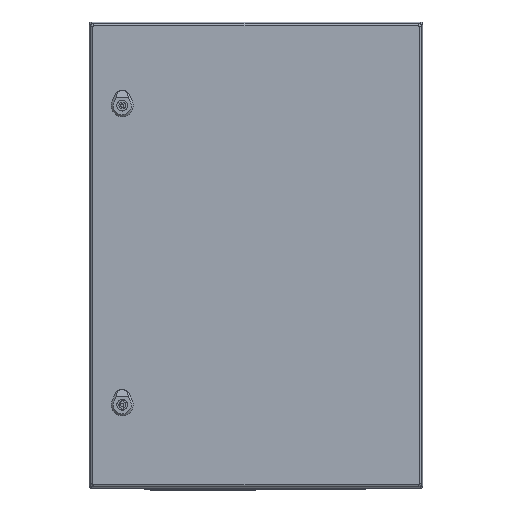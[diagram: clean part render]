
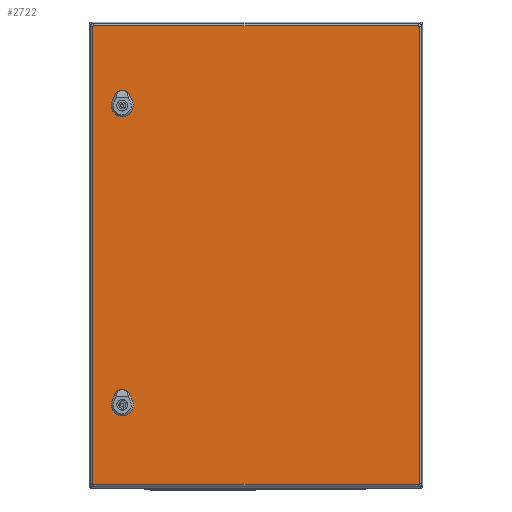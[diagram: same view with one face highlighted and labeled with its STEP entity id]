
A CAD part, top view. The second image highlights one B-rep face of the part: STEP entity #2722.
In plain terms, the highlighted face is planar.
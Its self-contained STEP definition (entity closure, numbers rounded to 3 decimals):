
#1607=FACE_BOUND('',#4131,.T.);
#1608=FACE_BOUND('',#4132,.T.);
#1609=FACE_BOUND('',#4133,.T.);
#2255=CIRCLE('',#11297,1.);
#2256=CIRCLE('',#11298,1.);
#2257=CIRCLE('',#11299,1.);
#2258=CIRCLE('',#11300,1.);
#2259=CIRCLE('',#11301,11.25);
#2260=CIRCLE('',#11302,11.25);
#2261=CIRCLE('',#11303,11.25);
#2262=CIRCLE('',#11304,11.25);
#2263=CIRCLE('',#11305,11.25);
#2264=CIRCLE('',#11306,11.25);
#2265=CIRCLE('',#11307,11.25);
#2266=CIRCLE('',#11308,11.25);
#2722=ADVANCED_FACE('',(#1607,#1608,#1609),#3057,.F.);
#3057=PLANE('',#11309);
#4131=EDGE_LOOP('',(#5893,#5894,#5895,#5896,#5897,#5898,#5899,#5900));
#4132=EDGE_LOOP('',(#5901,#5902,#5903,#5904,#5905,#5906,#5907,#5908));
#4133=EDGE_LOOP('',(#5909,#5910,#5911,#5912,#5913,#5914,#5915,#5916));
#5893=ORIENTED_EDGE('',*,*,#8695,.F.);
#5894=ORIENTED_EDGE('',*,*,#8696,.F.);
#5895=ORIENTED_EDGE('',*,*,#8697,.F.);
#5896=ORIENTED_EDGE('',*,*,#8698,.F.);
#5897=ORIENTED_EDGE('',*,*,#8699,.F.);
#5898=ORIENTED_EDGE('',*,*,#8700,.F.);
#5899=ORIENTED_EDGE('',*,*,#8701,.F.);
#5900=ORIENTED_EDGE('',*,*,#8702,.F.);
#5901=ORIENTED_EDGE('',*,*,#8703,.T.);
#5902=ORIENTED_EDGE('',*,*,#8704,.T.);
#5903=ORIENTED_EDGE('',*,*,#8705,.T.);
#5904=ORIENTED_EDGE('',*,*,#8706,.T.);
#5905=ORIENTED_EDGE('',*,*,#8707,.T.);
#5906=ORIENTED_EDGE('',*,*,#8708,.T.);
#5907=ORIENTED_EDGE('',*,*,#8709,.T.);
#5908=ORIENTED_EDGE('',*,*,#8710,.T.);
#5909=ORIENTED_EDGE('',*,*,#8711,.F.);
#5910=ORIENTED_EDGE('',*,*,#8712,.F.);
#5911=ORIENTED_EDGE('',*,*,#8713,.F.);
#5912=ORIENTED_EDGE('',*,*,#8714,.F.);
#5913=ORIENTED_EDGE('',*,*,#8715,.F.);
#5914=ORIENTED_EDGE('',*,*,#8716,.F.);
#5915=ORIENTED_EDGE('',*,*,#8717,.F.);
#5916=ORIENTED_EDGE('',*,*,#8718,.F.);
#7597=VERTEX_POINT('',#16645);
#7598=VERTEX_POINT('',#16646);
#7599=VERTEX_POINT('',#16648);
#7600=VERTEX_POINT('',#16650);
#7601=VERTEX_POINT('',#16652);
#7602=VERTEX_POINT('',#16654);
#7603=VERTEX_POINT('',#16656);
#7604=VERTEX_POINT('',#16658);
#7605=VERTEX_POINT('',#16661);
#7606=VERTEX_POINT('',#16662);
#7607=VERTEX_POINT('',#16664);
#7608=VERTEX_POINT('',#16666);
#7609=VERTEX_POINT('',#16668);
#7610=VERTEX_POINT('',#16670);
#7611=VERTEX_POINT('',#16672);
#7612=VERTEX_POINT('',#16674);
#7613=VERTEX_POINT('',#16677);
#7614=VERTEX_POINT('',#16678);
#7615=VERTEX_POINT('',#16680);
#7616=VERTEX_POINT('',#16682);
#7617=VERTEX_POINT('',#16684);
#7618=VERTEX_POINT('',#16686);
#7619=VERTEX_POINT('',#16688);
#7620=VERTEX_POINT('',#16690);
#8695=EDGE_CURVE('',#7597,#7598,#2255,.T.);
#8696=EDGE_CURVE('',#7599,#7597,#9595,.T.);
#8697=EDGE_CURVE('',#7600,#7599,#2256,.T.);
#8698=EDGE_CURVE('',#7601,#7600,#9596,.T.);
#8699=EDGE_CURVE('',#7602,#7601,#2257,.T.);
#8700=EDGE_CURVE('',#7603,#7602,#9597,.T.);
#8701=EDGE_CURVE('',#7604,#7603,#2258,.T.);
#8702=EDGE_CURVE('',#7598,#7604,#9598,.T.);
#8703=EDGE_CURVE('',#7605,#7606,#9599,.T.);
#8704=EDGE_CURVE('',#7606,#7607,#2259,.T.);
#8705=EDGE_CURVE('',#7607,#7608,#9600,.T.);
#8706=EDGE_CURVE('',#7608,#7609,#2260,.T.);
#8707=EDGE_CURVE('',#7609,#7610,#9601,.T.);
#8708=EDGE_CURVE('',#7610,#7611,#2261,.T.);
#8709=EDGE_CURVE('',#7611,#7612,#9602,.T.);
#8710=EDGE_CURVE('',#7612,#7605,#2262,.T.);
#8711=EDGE_CURVE('',#7613,#7614,#2263,.T.);
#8712=EDGE_CURVE('',#7615,#7613,#9603,.T.);
#8713=EDGE_CURVE('',#7616,#7615,#2264,.T.);
#8714=EDGE_CURVE('',#7617,#7616,#9604,.T.);
#8715=EDGE_CURVE('',#7618,#7617,#2265,.T.);
#8716=EDGE_CURVE('',#7619,#7618,#9605,.T.);
#8717=EDGE_CURVE('',#7620,#7619,#2266,.T.);
#8718=EDGE_CURVE('',#7614,#7620,#9606,.T.);
#9595=LINE('',#16647,#10323);
#9596=LINE('',#16651,#10324);
#9597=LINE('',#16655,#10325);
#9598=LINE('',#16659,#10326);
#9599=LINE('',#16660,#10327);
#9600=LINE('',#16665,#10328);
#9601=LINE('',#16669,#10329);
#9602=LINE('',#16673,#10330);
#9603=LINE('',#16679,#10331);
#9604=LINE('',#16683,#10332);
#9605=LINE('',#16687,#10333);
#9606=LINE('',#16691,#10334);
#10323=VECTOR('',#13476,1.);
#10324=VECTOR('',#13479,1.);
#10325=VECTOR('',#13482,1.);
#10326=VECTOR('',#13485,1.);
#10327=VECTOR('',#13486,1.);
#10328=VECTOR('',#13489,1.);
#10329=VECTOR('',#13492,1.);
#10330=VECTOR('',#13495,1.);
#10331=VECTOR('',#13500,1.);
#10332=VECTOR('',#13503,1.);
#10333=VECTOR('',#13506,1.);
#10334=VECTOR('',#13509,1.);
#11297=AXIS2_PLACEMENT_3D('',#16644,#13474,#13475);
#11298=AXIS2_PLACEMENT_3D('',#16649,#13477,#13478);
#11299=AXIS2_PLACEMENT_3D('',#16653,#13480,#13481);
#11300=AXIS2_PLACEMENT_3D('',#16657,#13483,#13484);
#11301=AXIS2_PLACEMENT_3D('',#16663,#13487,#13488);
#11302=AXIS2_PLACEMENT_3D('',#16667,#13490,#13491);
#11303=AXIS2_PLACEMENT_3D('',#16671,#13493,#13494);
#11304=AXIS2_PLACEMENT_3D('',#16675,#13496,#13497);
#11305=AXIS2_PLACEMENT_3D('',#16676,#13498,#13499);
#11306=AXIS2_PLACEMENT_3D('',#16681,#13501,#13502);
#11307=AXIS2_PLACEMENT_3D('',#16685,#13504,#13505);
#11308=AXIS2_PLACEMENT_3D('',#16689,#13507,#13508);
#11309=AXIS2_PLACEMENT_3D('',#16692,#13510,#13511);
#13474=DIRECTION('',(0.,0.,1.));
#13475=DIRECTION('',(1.,0.,0.));
#13476=DIRECTION('',(0.,-1.,0.));
#13477=DIRECTION('',(0.,0.,1.));
#13478=DIRECTION('',(1.,0.,0.));
#13479=DIRECTION('',(-1.,0.,0.));
#13480=DIRECTION('',(0.,0.,1.));
#13481=DIRECTION('',(1.,0.,0.));
#13482=DIRECTION('',(0.,1.,0.));
#13483=DIRECTION('',(0.,0.,1.));
#13484=DIRECTION('',(1.,0.,0.));
#13485=DIRECTION('',(1.,0.,0.));
#13486=DIRECTION('',(-1.,0.,0.));
#13487=DIRECTION('',(0.,0.,1.));
#13488=DIRECTION('',(1.,0.,0.));
#13489=DIRECTION('',(0.,-1.,0.));
#13490=DIRECTION('',(0.,0.,1.));
#13491=DIRECTION('',(1.,0.,0.));
#13492=DIRECTION('',(1.,0.,0.));
#13493=DIRECTION('',(0.,0.,1.));
#13494=DIRECTION('',(1.,0.,0.));
#13495=DIRECTION('',(0.,1.,0.));
#13496=DIRECTION('',(0.,0.,1.));
#13497=DIRECTION('',(1.,0.,0.));
#13498=DIRECTION('',(0.,0.,-1.));
#13499=DIRECTION('',(1.,0.,0.));
#13500=DIRECTION('',(-1.,0.,0.));
#13501=DIRECTION('',(0.,0.,-1.));
#13502=DIRECTION('',(1.,0.,0.));
#13503=DIRECTION('',(0.,-1.,0.));
#13504=DIRECTION('',(0.,0.,-1.));
#13505=DIRECTION('',(1.,0.,0.));
#13506=DIRECTION('',(1.,0.,0.));
#13507=DIRECTION('',(0.,0.,-1.));
#13508=DIRECTION('',(1.,0.,0.));
#13509=DIRECTION('',(0.,1.,0.));
#13510=DIRECTION('',(0.,0.,1.));
#13511=DIRECTION('',(1.,0.,0.));
#16644=CARTESIAN_POINT('',(-243.75,-343.,0.));
#16645=CARTESIAN_POINT('',(-244.75,-343.,0.));
#16646=CARTESIAN_POINT('',(-243.75,-344.,0.));
#16647=CARTESIAN_POINT('',(-244.75,343.,0.));
#16648=CARTESIAN_POINT('',(-244.75,343.,0.));
#16649=CARTESIAN_POINT('',(-243.75,343.,0.));
#16650=CARTESIAN_POINT('',(-243.75,344.,0.));
#16651=CARTESIAN_POINT('',(243.75,344.,0.));
#16652=CARTESIAN_POINT('',(243.75,344.,0.));
#16653=CARTESIAN_POINT('',(243.75,343.,0.));
#16654=CARTESIAN_POINT('',(244.75,343.,0.));
#16655=CARTESIAN_POINT('',(244.75,-343.,0.));
#16656=CARTESIAN_POINT('',(244.75,-343.,0.));
#16657=CARTESIAN_POINT('',(243.75,-343.,0.));
#16658=CARTESIAN_POINT('',(243.75,-344.,0.));
#16659=CARTESIAN_POINT('',(-243.75,-344.,0.));
#16660=CARTESIAN_POINT('',(-243.75,234.7,0.));
#16661=CARTESIAN_POINT('',(205.496,234.7,0.));
#16662=CARTESIAN_POINT('',(196.004,234.7,0.));
#16663=CARTESIAN_POINT('',(200.75,224.5,0.));
#16664=CARTESIAN_POINT('',(190.55,229.246,0.));
#16665=CARTESIAN_POINT('',(190.55,343.,0.));
#16666=CARTESIAN_POINT('',(190.55,219.754,0.));
#16667=CARTESIAN_POINT('',(200.75,224.5,0.));
#16668=CARTESIAN_POINT('',(196.004,214.3,0.));
#16669=CARTESIAN_POINT('',(-243.75,214.3,0.));
#16670=CARTESIAN_POINT('',(205.496,214.3,0.));
#16671=CARTESIAN_POINT('',(200.75,224.5,0.));
#16672=CARTESIAN_POINT('',(210.95,219.754,0.));
#16673=CARTESIAN_POINT('',(210.95,343.,0.));
#16674=CARTESIAN_POINT('',(210.95,229.246,0.));
#16675=CARTESIAN_POINT('',(200.75,224.5,0.));
#16676=CARTESIAN_POINT('',(200.75,-224.5,0.));
#16677=CARTESIAN_POINT('',(196.004,-234.7,0.));
#16678=CARTESIAN_POINT('',(190.55,-229.246,0.));
#16679=CARTESIAN_POINT('',(-243.75,-234.7,0.));
#16680=CARTESIAN_POINT('',(205.496,-234.7,0.));
#16681=CARTESIAN_POINT('',(200.75,-224.5,0.));
#16682=CARTESIAN_POINT('',(210.95,-229.246,0.));
#16683=CARTESIAN_POINT('',(210.95,343.,0.));
#16684=CARTESIAN_POINT('',(210.95,-219.754,0.));
#16685=CARTESIAN_POINT('',(200.75,-224.5,0.));
#16686=CARTESIAN_POINT('',(205.496,-214.3,0.));
#16687=CARTESIAN_POINT('',(-243.75,-214.3,0.));
#16688=CARTESIAN_POINT('',(196.004,-214.3,0.));
#16689=CARTESIAN_POINT('',(200.75,-224.5,0.));
#16690=CARTESIAN_POINT('',(190.55,-219.754,0.));
#16691=CARTESIAN_POINT('',(190.55,343.,0.));
#16692=CARTESIAN_POINT('',(-243.75,343.,0.));
